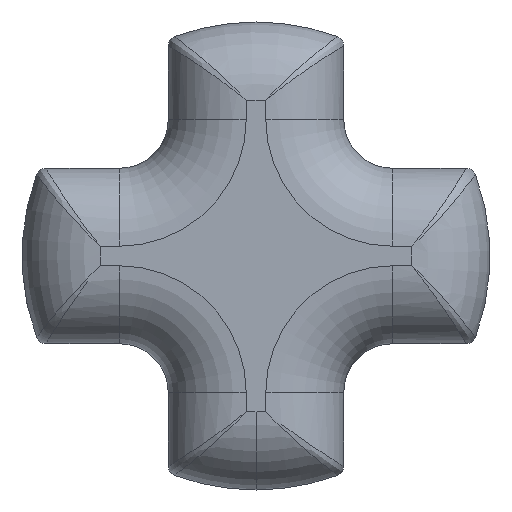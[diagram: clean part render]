
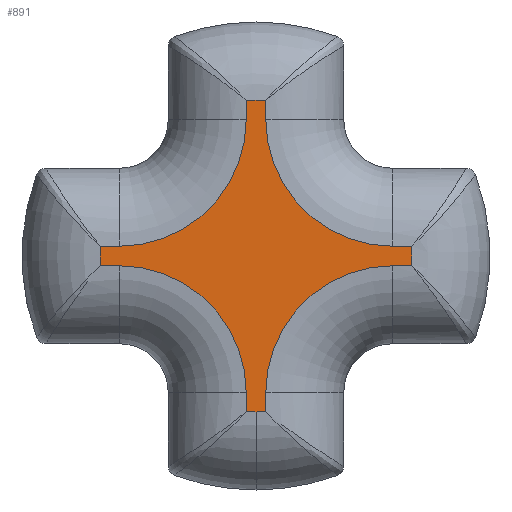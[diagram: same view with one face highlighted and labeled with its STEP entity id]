
A CAD part, left-side view. The second image highlights one B-rep face of the part: STEP entity #891.
In plain terms, the highlighted planar face has unit normal (-1, 0, 0).
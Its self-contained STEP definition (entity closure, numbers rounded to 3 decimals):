
#5 = CARTESIAN_POINT ( 'NONE',  ( 0., -0.1, 1.4 ) ) ;
#23 = CARTESIAN_POINT ( 'NONE',  ( 0., -0.1, 0. ) ) ;
#31 = FACE_OUTER_BOUND ( 'NONE', #257, .T. ) ;
#35 = ORIENTED_EDGE ( 'NONE', *, *, #629, .T. ) ;
#58 = CIRCLE ( 'NONE', #301, 1.6 ) ;
#67 = CARTESIAN_POINT ( 'NONE',  ( 0., -0.1, -1.597 ) ) ;
#85 = ORIENTED_EDGE ( 'NONE', *, *, #1146, .T. ) ;
#106 = CARTESIAN_POINT ( 'NONE',  ( 0., 1.4, -0.1 ) ) ;
#107 = CARTESIAN_POINT ( 'NONE',  ( 0., 1.4, 0.1 ) ) ;
#140 = DIRECTION ( 'NONE',  ( 0., 1., 0. ) ) ;
#157 = DIRECTION ( 'NONE',  ( -1., 0., 0. ) ) ;
#192 = ORIENTED_EDGE ( 'NONE', *, *, #214, .T. ) ;
#193 = DIRECTION ( 'NONE',  ( -1., 0., 0. ) ) ;
#214 = EDGE_CURVE ( 'NONE', #1662, #1027, #58, .T. ) ;
#227 = AXIS2_PLACEMENT_3D ( 'NONE', #1956, #788, #2148 ) ;
#228 = CARTESIAN_POINT ( 'NONE',  ( 0., 0.1, 1.597 ) ) ;
#257 = EDGE_LOOP ( 'NONE', ( #1547, #85, #1105, #2156, #1479, #1973, #1791, #1636, #35, #1948, #2422, #548, #924, #1236, #1469, #281, #192 ) ) ;
#281 = ORIENTED_EDGE ( 'NONE', *, *, #527, .T. ) ;
#286 = CARTESIAN_POINT ( 'NONE',  ( 0., -1.4, 0.1 ) ) ;
#301 = AXIS2_PLACEMENT_3D ( 'NONE', #991, #2358, #1187 ) ;
#320 = VECTOR ( 'NONE', #1605, 1000. ) ;
#372 = DIRECTION ( 'NONE',  ( -1., 0., 0. ) ) ;
#387 = VECTOR ( 'NONE', #1088, 1000. ) ;
#392 = CIRCLE ( 'NONE', #655, 1.3 ) ;
#414 = VECTOR ( 'NONE', #2262, 1000. ) ;
#417 = CIRCLE ( 'NONE', #463, 1.3 ) ;
#463 = AXIS2_PLACEMENT_3D ( 'NONE', #1777, #602, #1962 ) ;
#491 = EDGE_CURVE ( 'NONE', #1583, #2530, #542, .T. ) ;
#493 = CARTESIAN_POINT ( 'NONE',  ( 0., 1.597, -0.1 ) ) ;
#511 = EDGE_CURVE ( 'NONE', #1283, #614, #2031, .T. ) ;
#527 = EDGE_CURVE ( 'NONE', #1516, #1662, #1508, .T. ) ;
#542 = LINE ( 'NONE', #1744, #1119 ) ;
#548 = ORIENTED_EDGE ( 'NONE', *, *, #511, .T. ) ;
#570 = DIRECTION ( 'NONE',  ( 0., -1., 0. ) ) ;
#574 = VECTOR ( 'NONE', #1398, 1000. ) ;
#577 = AXIS2_PLACEMENT_3D ( 'NONE', #1370, #193, #1568 ) ;
#602 = DIRECTION ( 'NONE',  ( 1., 0., 0. ) ) ;
#614 = VERTEX_POINT ( 'NONE', #493 ) ;
#629 = EDGE_CURVE ( 'NONE', #881, #2218, #938, .T. ) ;
#636 = VERTEX_POINT ( 'NONE', #107 ) ;
#641 = CARTESIAN_POINT ( 'NONE',  ( 0., -1.4, 1.4 ) ) ;
#655 = AXIS2_PLACEMENT_3D ( 'NONE', #641, #1995, #834 ) ;
#673 = CIRCLE ( 'NONE', #227, 1.3 ) ;
#675 = VECTOR ( 'NONE', #140, 1000. ) ;
#681 = EDGE_CURVE ( 'NONE', #842, #1263, #817, .T. ) ;
#711 = CARTESIAN_POINT ( 'NONE',  ( 0., -1.597, 0.1 ) ) ;
#737 = DIRECTION ( 'NONE',  ( 0., 0., 1. ) ) ;
#756 = DIRECTION ( 'NONE',  ( 0., -1., 0. ) ) ;
#780 = CARTESIAN_POINT ( 'NONE',  ( 0., 0., 0. ) ) ;
#788 = DIRECTION ( 'NONE',  ( 1., 0., 0. ) ) ;
#817 = LINE ( 'NONE', #1894, #1909 ) ;
#834 = DIRECTION ( 'NONE',  ( 0., 0., -1. ) ) ;
#836 = PLANE ( 'NONE',  #1840 ) ;
#842 = VERTEX_POINT ( 'NONE', #5 ) ;
#851 = LINE ( 'NONE', #1805, #320 ) ;
#855 = EDGE_CURVE ( 'NONE', #1027, #1898, #1602, .T. ) ;
#881 = VERTEX_POINT ( 'NONE', #228 ) ;
#891 = ADVANCED_FACE ( 'NONE', ( #31 ), #836, .F. ) ;
#910 = LINE ( 'NONE', #1454, #387 ) ;
#924 = ORIENTED_EDGE ( 'NONE', *, *, #1749, .T. ) ;
#930 = DIRECTION ( 'NONE',  ( 1., 0., 0. ) ) ;
#938 = LINE ( 'NONE', #1661, #414 ) ;
#970 = DIRECTION ( 'NONE',  ( 0., 0., -1. ) ) ;
#991 = CARTESIAN_POINT ( 'NONE',  ( 0., 0., 0. ) ) ;
#1027 = VERTEX_POINT ( 'NONE', #67 ) ;
#1032 = DIRECTION ( 'NONE',  ( 0., 0., -1. ) ) ;
#1088 = DIRECTION ( 'NONE',  ( 0., 1., 0. ) ) ;
#1105 = ORIENTED_EDGE ( 'NONE', *, *, #491, .T. ) ;
#1116 = CIRCLE ( 'NONE', #1798, 1.3 ) ;
#1119 = VECTOR ( 'NONE', #570, 1000. ) ;
#1125 = VECTOR ( 'NONE', #756, 1000. ) ;
#1146 = EDGE_CURVE ( 'NONE', #1898, #1583, #1116, .T. ) ;
#1187 = DIRECTION ( 'NONE',  ( 0., 0., -1. ) ) ;
#1220 = CARTESIAN_POINT ( 'NONE',  ( 0., 0.1, -1.4 ) ) ;
#1236 = ORIENTED_EDGE ( 'NONE', *, *, #2366, .T. ) ;
#1263 = VERTEX_POINT ( 'NONE', #1936 ) ;
#1275 = EDGE_CURVE ( 'NONE', #1263, #881, #2372, .T. ) ;
#1283 = VERTEX_POINT ( 'NONE', #2548 ) ;
#1310 = AXIS2_PLACEMENT_3D ( 'NONE', #1544, #372, #1752 ) ;
#1336 = CARTESIAN_POINT ( 'NONE',  ( 0., 0., 0. ) ) ;
#1370 = CARTESIAN_POINT ( 'NONE',  ( 0., 0., 0. ) ) ;
#1384 = VERTEX_POINT ( 'NONE', #1220 ) ;
#1398 = DIRECTION ( 'NONE',  ( 0., 0., 1. ) ) ;
#1404 = CARTESIAN_POINT ( 'NONE',  ( 0., 0., 0. ) ) ;
#1454 = CARTESIAN_POINT ( 'NONE',  ( 0., 0., 0.1 ) ) ;
#1469 = ORIENTED_EDGE ( 'NONE', *, *, #1574, .T. ) ;
#1479 = ORIENTED_EDGE ( 'NONE', *, *, #2180, .T. ) ;
#1508 = CIRCLE ( 'NONE', #1836, 1.6 ) ;
#1516 = VERTEX_POINT ( 'NONE', #2345 ) ;
#1532 = DIRECTION ( 'NONE',  ( 0., 0., -1. ) ) ;
#1544 = CARTESIAN_POINT ( 'NONE',  ( 0., 0., 0. ) ) ;
#1547 = ORIENTED_EDGE ( 'NONE', *, *, #855, .T. ) ;
#1560 = EDGE_CURVE ( 'NONE', #2502, #842, #392, .T. ) ;
#1568 = DIRECTION ( 'NONE',  ( 0., 0., -1. ) ) ;
#1574 = EDGE_CURVE ( 'NONE', #1384, #1516, #851, .T. ) ;
#1583 = VERTEX_POINT ( 'NONE', #2199 ) ;
#1602 = LINE ( 'NONE', #23, #574 ) ;
#1605 = DIRECTION ( 'NONE',  ( 0., 0., -1. ) ) ;
#1626 = CARTESIAN_POINT ( 'NONE',  ( 0., 0., -1.6 ) ) ;
#1636 = ORIENTED_EDGE ( 'NONE', *, *, #1275, .T. ) ;
#1643 = LINE ( 'NONE', #2106, #1125 ) ;
#1661 = CARTESIAN_POINT ( 'NONE',  ( 0., 0.1, 0. ) ) ;
#1662 = VERTEX_POINT ( 'NONE', #1626 ) ;
#1681 = CARTESIAN_POINT ( 'NONE',  ( 0., -1.597, -0.1 ) ) ;
#1689 = EDGE_CURVE ( 'NONE', #636, #1283, #1778, .T. ) ;
#1720 = CARTESIAN_POINT ( 'NONE',  ( 0., 0., 0.1 ) ) ;
#1728 = EDGE_CURVE ( 'NONE', #2530, #2549, #2167, .T. ) ;
#1744 = CARTESIAN_POINT ( 'NONE',  ( 0., 0., -0.1 ) ) ;
#1749 = EDGE_CURVE ( 'NONE', #614, #2527, #1643, .T. ) ;
#1752 = DIRECTION ( 'NONE',  ( 0., 0., -1. ) ) ;
#1777 = CARTESIAN_POINT ( 'NONE',  ( 0., 1.4, 1.4 ) ) ;
#1778 = LINE ( 'NONE', #1720, #675 ) ;
#1791 = ORIENTED_EDGE ( 'NONE', *, *, #681, .T. ) ;
#1798 = AXIS2_PLACEMENT_3D ( 'NONE', #2094, #930, #2294 ) ;
#1805 = CARTESIAN_POINT ( 'NONE',  ( 0., 0.1, 0. ) ) ;
#1836 = AXIS2_PLACEMENT_3D ( 'NONE', #780, #2141, #970 ) ;
#1840 = AXIS2_PLACEMENT_3D ( 'NONE', #1404, #2203, #1032 ) ;
#1849 = EDGE_CURVE ( 'NONE', #2218, #636, #417, .T. ) ;
#1894 = CARTESIAN_POINT ( 'NONE',  ( 0., -0.1, 0. ) ) ;
#1898 = VERTEX_POINT ( 'NONE', #1985 ) ;
#1909 = VECTOR ( 'NONE', #737, 1000. ) ;
#1936 = CARTESIAN_POINT ( 'NONE',  ( 0., -0.1, 1.597 ) ) ;
#1948 = ORIENTED_EDGE ( 'NONE', *, *, #1849, .T. ) ;
#1956 = CARTESIAN_POINT ( 'NONE',  ( 0., 1.4, -1.4 ) ) ;
#1962 = DIRECTION ( 'NONE',  ( 0., 0., -1. ) ) ;
#1973 = ORIENTED_EDGE ( 'NONE', *, *, #1560, .T. ) ;
#1985 = CARTESIAN_POINT ( 'NONE',  ( 0., -0.1, -1.4 ) ) ;
#1995 = DIRECTION ( 'NONE',  ( 1., 0., 0. ) ) ;
#2031 = CIRCLE ( 'NONE', #1310, 1.6 ) ;
#2088 = CARTESIAN_POINT ( 'NONE',  ( 0., 0.1, 1.4 ) ) ;
#2094 = CARTESIAN_POINT ( 'NONE',  ( 0., -1.4, -1.4 ) ) ;
#2106 = CARTESIAN_POINT ( 'NONE',  ( 0., 0., -0.1 ) ) ;
#2141 = DIRECTION ( 'NONE',  ( -1., 0., 0. ) ) ;
#2148 = DIRECTION ( 'NONE',  ( 0., 0., -1. ) ) ;
#2156 = ORIENTED_EDGE ( 'NONE', *, *, #1728, .T. ) ;
#2167 = CIRCLE ( 'NONE', #2360, 1.6 ) ;
#2180 = EDGE_CURVE ( 'NONE', #2549, #2502, #910, .T. ) ;
#2199 = CARTESIAN_POINT ( 'NONE',  ( 0., -1.4, -0.1 ) ) ;
#2203 = DIRECTION ( 'NONE',  ( 1., 0., 0. ) ) ;
#2218 = VERTEX_POINT ( 'NONE', #2088 ) ;
#2262 = DIRECTION ( 'NONE',  ( 0., 0., -1. ) ) ;
#2294 = DIRECTION ( 'NONE',  ( 0., 0., -1. ) ) ;
#2345 = CARTESIAN_POINT ( 'NONE',  ( 0., 0.1, -1.597 ) ) ;
#2358 = DIRECTION ( 'NONE',  ( -1., 0., 0. ) ) ;
#2360 = AXIS2_PLACEMENT_3D ( 'NONE', #1336, #157, #1532 ) ;
#2366 = EDGE_CURVE ( 'NONE', #2527, #1384, #673, .T. ) ;
#2372 = CIRCLE ( 'NONE', #577, 1.6 ) ;
#2422 = ORIENTED_EDGE ( 'NONE', *, *, #1689, .T. ) ;
#2502 = VERTEX_POINT ( 'NONE', #286 ) ;
#2527 = VERTEX_POINT ( 'NONE', #106 ) ;
#2530 = VERTEX_POINT ( 'NONE', #1681 ) ;
#2548 = CARTESIAN_POINT ( 'NONE',  ( 0., 1.597, 0.1 ) ) ;
#2549 = VERTEX_POINT ( 'NONE', #711 ) ;
